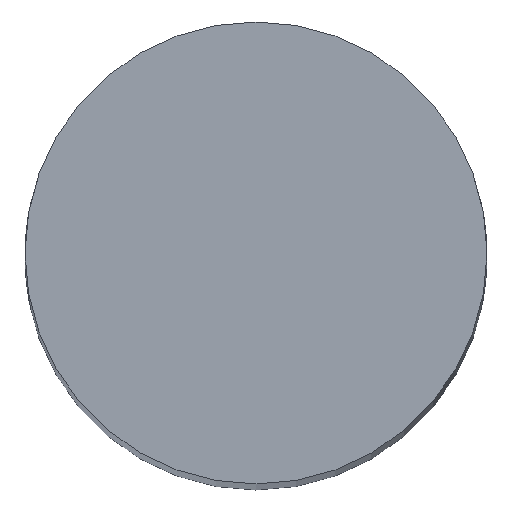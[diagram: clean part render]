
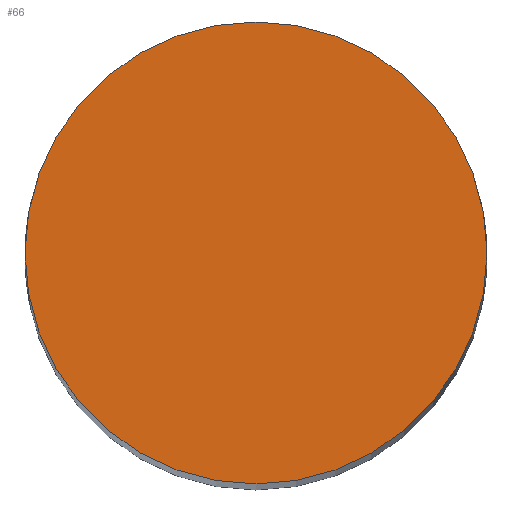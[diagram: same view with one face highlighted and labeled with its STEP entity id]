
A CAD part, top view. The second image highlights one B-rep face of the part: STEP entity #66.
In plain terms, the highlighted planar face has unit normal (0, 0, 1).
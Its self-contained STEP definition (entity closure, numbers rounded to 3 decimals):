
#3 = FACE_OUTER_BOUND ( 'NONE', #311, .T. ) ;
#20 = AXIS2_PLACEMENT_3D ( 'NONE', #148, #574, #516 ) ;
#34 = AXIS2_PLACEMENT_3D ( 'NONE', #564, #394, #503 ) ;
#66 = ADVANCED_FACE ( 'NONE', ( #3 ), #399, .T. ) ;
#98 = EDGE_CURVE ( 'NONE', #271, #538, #573, .T. ) ;
#148 = CARTESIAN_POINT ( 'NONE',  ( 0., 0., 225. ) ) ;
#157 = CARTESIAN_POINT ( 'NONE',  ( 30., 0., 225. ) ) ;
#233 = AXIS2_PLACEMENT_3D ( 'NONE', #531, #429, #267 ) ;
#267 = DIRECTION ( 'NONE',  ( 1., 0., 0. ) ) ;
#271 = VERTEX_POINT ( 'NONE', #272 ) ;
#272 = CARTESIAN_POINT ( 'NONE',  ( -30., 0., 225. ) ) ;
#311 = EDGE_LOOP ( 'NONE', ( #598, #360 ) ) ;
#360 = ORIENTED_EDGE ( 'NONE', *, *, #374, .T. ) ;
#374 = EDGE_CURVE ( 'NONE', #538, #271, #608, .T. ) ;
#394 = DIRECTION ( 'NONE',  ( 0., 0., 1. ) ) ;
#399 = PLANE ( 'NONE',  #34 ) ;
#429 = DIRECTION ( 'NONE',  ( 0., 0., 1. ) ) ;
#503 = DIRECTION ( 'NONE',  ( 1., 0., 0. ) ) ;
#516 = DIRECTION ( 'NONE',  ( 1., 0., 0. ) ) ;
#531 = CARTESIAN_POINT ( 'NONE',  ( 0., 0., 225. ) ) ;
#538 = VERTEX_POINT ( 'NONE', #157 ) ;
#564 = CARTESIAN_POINT ( 'NONE',  ( 0., 0., 225. ) ) ;
#573 = CIRCLE ( 'NONE', #20, 30. ) ;
#574 = DIRECTION ( 'NONE',  ( 0., 0., 1. ) ) ;
#598 = ORIENTED_EDGE ( 'NONE', *, *, #98, .T. ) ;
#608 = CIRCLE ( 'NONE', #233, 30. ) ;
